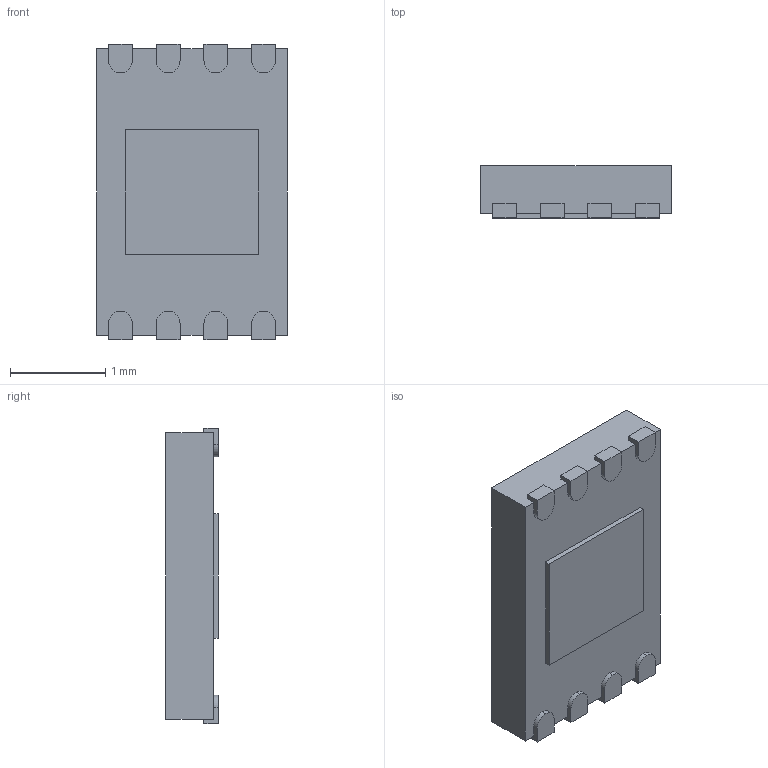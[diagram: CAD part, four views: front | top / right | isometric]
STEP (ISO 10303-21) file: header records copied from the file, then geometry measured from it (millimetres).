
FILE_DESCRIPTION (( 'STEP AP214' ), '1' );
FILE_NAME ( 'SON9P50_200X300X55L30X25T140X130.STEP', '2021-03-03T11:40:20', ( '' ), ( '' ), 'Part was generated with the free Library Expert Lite available at www.PCBLibraries.com. Removing line will violate the End User License Agreement.', '©2017 PCB Libraries, Inc.', '' );
FILE_SCHEMA (( 'AUTOMOTIVE_DESIGN' ));
Length unit declared in the file: millimetre
Products named in the file (1): SON9P50_200X300X55L30X25T140X130
Bounding box: 2 x 0.55 x 3.1 mm (x, y, z)
Volume: 3.1 mm3; surface area: 22.9 mm2
Topology: 10 solids, 10 shells, 87 faces, 198 edges, 132 vertices
Faces by surface type: plane 69, cylinder 16, torus 2
Entity records: 2809 total; most frequent: CARTESIAN_POINT 418, DIRECTION 412, ORIENTED_EDGE 396, EDGE_CURVE 198, VECTOR 160, LINE 160, VERTEX_POINT 132, AXIS2_PLACEMENT_3D 126
